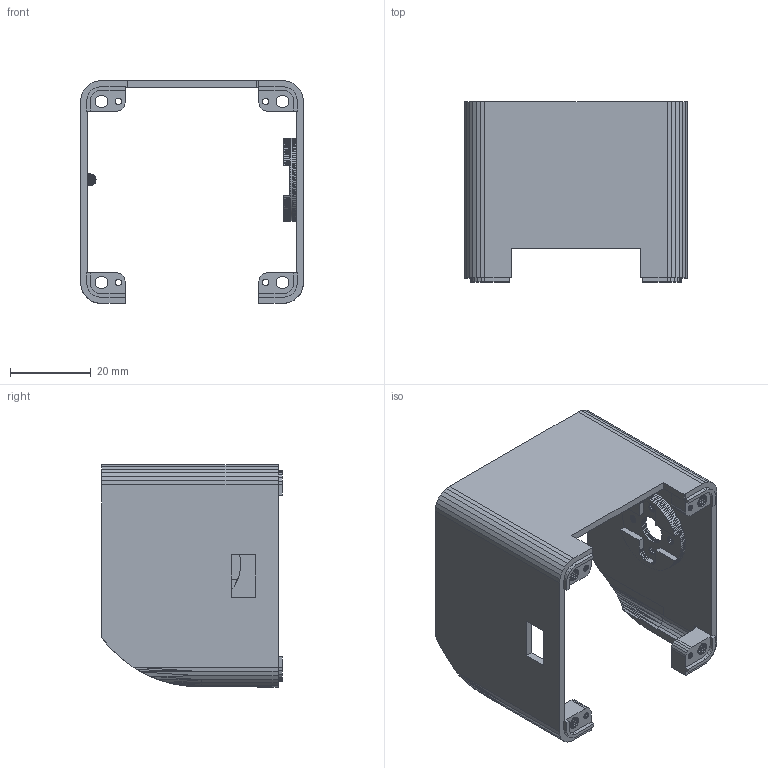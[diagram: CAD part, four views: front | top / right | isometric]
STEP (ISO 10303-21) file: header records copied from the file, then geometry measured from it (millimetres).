
FILE_DESCRIPTION(('HOOPS Exchange Step'),'2;1');
FILE_NAME('d4539d5c9c49fa771654c1b89bde97f020220207-1-i7wj5g.sab.step','2022-02-07T03:55:10+00:00',('root'),('Unknown organisation'),'HOOPS Exchange 2021.0','HOOPS Exchange','Unknown authorisation');
FILE_SCHEMA( ('AUTOMOTIVE_DESIGN { 1 0 10303 214 1 1 1 1 }') );
Length unit declared in the file: metre
Products named in the file (1): d4539d5c9c49fa771654c1b89bde97f020220207-1-i7wj5g
Bounding box: 55 x 44.5 x 55 mm (x, y, z)
Volume: 12589.3 mm3; surface area: 14936.3 mm2
Topology: 1 solids, 1 shells, 2300 faces, 5641 edges, 3358 vertices
Faces by surface type: plane 2300
Entity records: 64714 total; most frequent: CARTESIAN_POINT 11300, ORIENTED_EDGE 11282, DIRECTION 10243, VECTOR 5641, LINE 5641, EDGE_CURVE 5641, VERTEX_POINT 3358, EDGE_LOOP 2343
